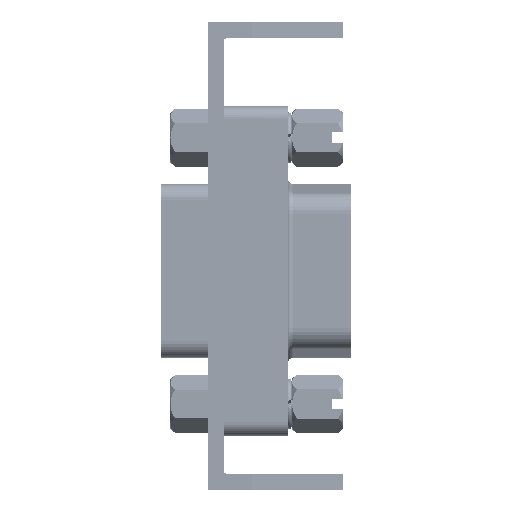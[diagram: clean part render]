
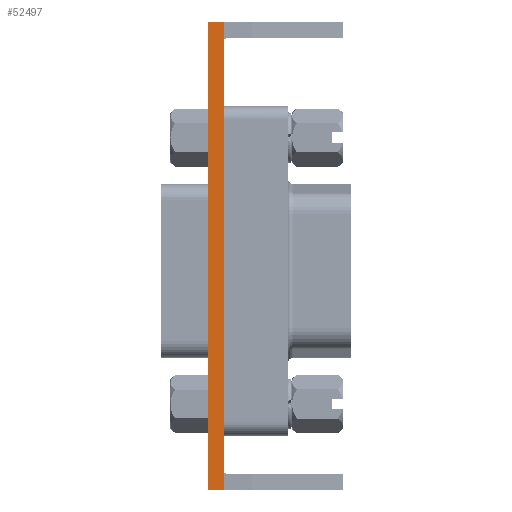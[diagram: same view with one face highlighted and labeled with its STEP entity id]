
A CAD part, left-side view. The second image highlights one B-rep face of the part: STEP entity #52497.
In plain terms, the highlighted planar face has unit normal (-1, 0, 0).
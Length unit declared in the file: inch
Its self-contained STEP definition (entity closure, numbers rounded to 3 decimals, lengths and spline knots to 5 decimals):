
#326 = CARTESIAN_POINT ( 'NONE',  ( -9.5, -38.1572, -0.865 ) ) ;
#2492 = DIRECTION ( 'NONE',  ( 0., 0., 1. ) ) ;
#7399 = VECTOR ( 'NONE', #44134, 39.37008 ) ;
#10899 = AXIS2_PLACEMENT_3D ( 'NONE', #58554, #39970, #2492 ) ;
#11666 = ORIENTED_EDGE ( 'NONE', *, *, #22579, .F. ) ;
#15731 = EDGE_LOOP ( 'NONE', ( #11666, #29596, #40156, #56863 ) ) ;
#20014 = EDGE_CURVE ( 'NONE', #22853, #75577, #57101, .T. ) ;
#20451 = DIRECTION ( 'NONE',  ( 0., 0., 1. ) ) ;
#20581 = CARTESIAN_POINT ( 'NONE',  ( -9.5, 0.06, -0.865 ) ) ;
#22579 = EDGE_CURVE ( 'NONE', #58015, #22901, #31778, .T. ) ;
#22853 = VERTEX_POINT ( 'NONE', #40578 ) ;
#22901 = VERTEX_POINT ( 'NONE', #34250 ) ;
#26080 = CARTESIAN_POINT ( 'NONE',  ( -9.5, 0.06, 0.865 ) ) ;
#26714 = CARTESIAN_POINT ( 'NONE',  ( -9.5, 0., 0.865 ) ) ;
#29596 = ORIENTED_EDGE ( 'NONE', *, *, #33523, .F. ) ;
#29814 = VECTOR ( 'NONE', #57262, 39.37008 ) ;
#31778 = LINE ( 'NONE', #26080, #29814 ) ;
#33523 = EDGE_CURVE ( 'NONE', #22853, #58015, #55352, .T. ) ;
#33982 = EDGE_CURVE ( 'NONE', #75577, #22901, #40518, .T. ) ;
#34250 = CARTESIAN_POINT ( 'NONE',  ( -9.5, 0.06, 0.865 ) ) ;
#39970 = DIRECTION ( 'NONE',  ( -1., 0., 0. ) ) ;
#40156 = ORIENTED_EDGE ( 'NONE', *, *, #20014, .T. ) ;
#40518 = LINE ( 'NONE', #55837, #71823 ) ;
#40578 = CARTESIAN_POINT ( 'NONE',  ( -9.5, 0., -0.865 ) ) ;
#44134 = DIRECTION ( 'NONE',  ( 0., 1., 0. ) ) ;
#52497 = ADVANCED_FACE ( 'NONE', ( #72058 ), #77454, .T. ) ;
#55173 = VECTOR ( 'NONE', #20451, 39.37008 ) ;
#55352 = LINE ( 'NONE', #326, #7399 ) ;
#55837 = CARTESIAN_POINT ( 'NONE',  ( -9.5, -38.1572, 0.865 ) ) ;
#56863 = ORIENTED_EDGE ( 'NONE', *, *, #33982, .T. ) ;
#57101 = LINE ( 'NONE', #26714, #55173 ) ;
#57262 = DIRECTION ( 'NONE',  ( 0., 0., 1. ) ) ;
#58015 = VERTEX_POINT ( 'NONE', #20581 ) ;
#58554 = CARTESIAN_POINT ( 'NONE',  ( -9.5, -38.1572, 0.865 ) ) ;
#65730 = CARTESIAN_POINT ( 'NONE',  ( -9.5, 0., 0.865 ) ) ;
#71823 = VECTOR ( 'NONE', #74386, 39.37008 ) ;
#72058 = FACE_OUTER_BOUND ( 'NONE', #15731, .T. ) ;
#74386 = DIRECTION ( 'NONE',  ( 0., 1., 0. ) ) ;
#75577 = VERTEX_POINT ( 'NONE', #65730 ) ;
#77454 = PLANE ( 'NONE',  #10899 ) ;
